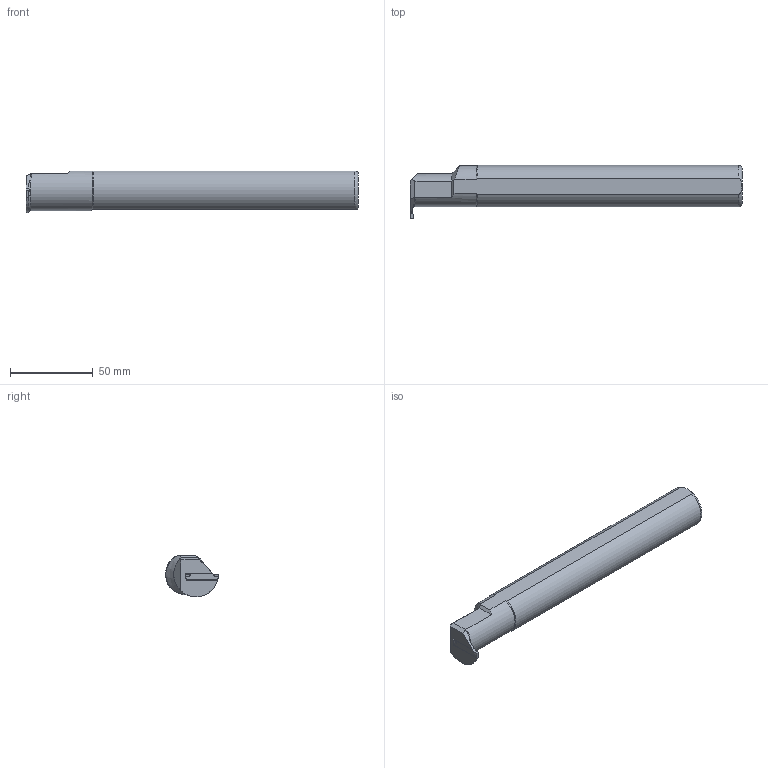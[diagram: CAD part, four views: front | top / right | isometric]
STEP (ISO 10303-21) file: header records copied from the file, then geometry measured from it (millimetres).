
FILE_DESCRIPTION(/* description */ (''),/* implementation_level */ '2;1');
FILE_NAME(/* name */ 'AIKT-KG-R-25-2-T7.stp',/* time_stamp */ '2023-10-12T22:26:28+03:00',/* author */ (''),/* organization */ (''),/* preprocessor_version */ 'ST-DEVELOPER v19.4',/* originating_system */ 'SIEMENS PLM Software NX2306.3001',/* authorisation */ '');
FILE_SCHEMA (('AUTOMOTIVE_DESIGN { 1 0 10303 214 3 1 1 1 }'));
Length unit declared in the file: millimetre
Products named in the file (1): AIKT-KG-R-25-2-T7_x_t_objects
Bounding box: 200 x 32 x 24.97 mm (x, y, z)
Volume: 91890.7 mm3; surface area: 16551.3 mm2
Topology: 2 solids, 2 shells, 68 faces, 172 edges, 108 vertices
Faces by surface type: plane 38, cylinder 21, bspline 4, cone 3, torus 2
Entity records: 2242 total; most frequent: CARTESIAN_POINT 598, ORIENTED_EDGE 340, DIRECTION 328, EDGE_CURVE 170, AXIS2_PLACEMENT_3D 114, VERTEX_POINT 107, LINE 100, VECTOR 100
